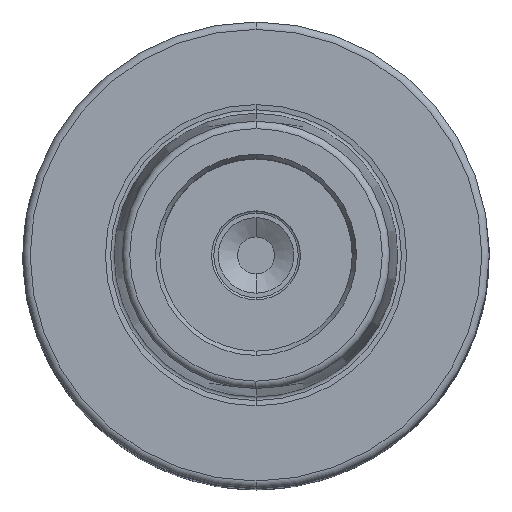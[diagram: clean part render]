
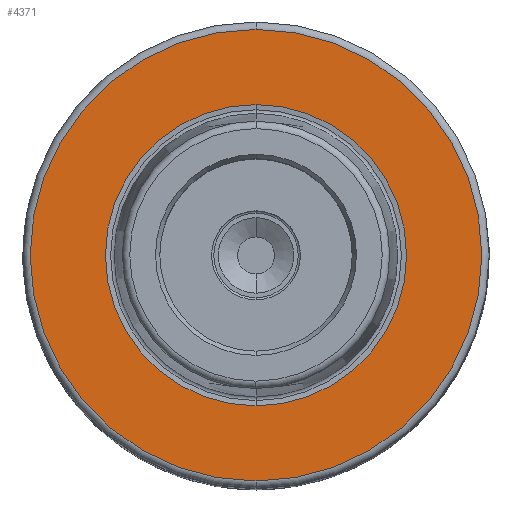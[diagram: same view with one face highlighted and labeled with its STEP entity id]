
A CAD part, top view. The second image highlights one B-rep face of the part: STEP entity #4371.
In plain terms, the highlighted planar face has unit normal (0, 0, 1).
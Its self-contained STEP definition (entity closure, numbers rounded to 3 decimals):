
#168=CARTESIAN_POINT('',(0,0,26));
#169=DIRECTION('',(0,0,1));
#170=DIRECTION('',(0,1,0));
#171=AXIS2_PLACEMENT_3D('',#168,#169,#170);
#173=CARTESIAN_POINT('',(0,0,26));
#174=DIRECTION('',(0,0,1));
#175=DIRECTION('',(0,-1,0));
#176=AXIS2_PLACEMENT_3D('',#173,#174,#175);
#186=CARTESIAN_POINT('',(0,0,26));
#187=DIRECTION('',(0,0,1));
#188=DIRECTION('',(0,1,0));
#189=AXIS2_PLACEMENT_3D('',#186,#187,#188);
#191=CARTESIAN_POINT('',(0,0,26));
#192=DIRECTION('',(0,0,-1));
#193=DIRECTION('',(0,1,0));
#194=AXIS2_PLACEMENT_3D('',#191,#192,#193);
#3532=CARTESIAN_POINT('',(0,20.344,26));
#3534=VERTEX_POINT('',#3532);
#3562=CARTESIAN_POINT('',(0,-20.344,26));
#3564=VERTEX_POINT('',#3562);
#3608=CARTESIAN_POINT('',(0,30.5,26));
#3609=CARTESIAN_POINT('',(0,-30.5,26));
#3610=VERTEX_POINT('',#3608);
#3611=VERTEX_POINT('',#3609);
#4355=CARTESIAN_POINT('',(0,0,26));
#4356=DIRECTION('',(0,0,-1));
#4357=DIRECTION('',(0,-1,0));
#4358=AXIS2_PLACEMENT_3D('',#4355,#4356,#4357);
#4359=PLANE('',#4358);
#4361=ORIENTED_EDGE('',*,*,#4360,.F.);
#4362=ORIENTED_EDGE('',*,*,#4345,.F.);
#4363=EDGE_LOOP('',(#4361,#4362));
#4364=FACE_OUTER_BOUND('',#4363,.F.);
#4366=ORIENTED_EDGE('',*,*,#4365,.T.);
#4368=ORIENTED_EDGE('',*,*,#4367,.F.);
#4369=EDGE_LOOP('',(#4366,#4368));
#4370=FACE_BOUND('',#4369,.F.);
#4371=ADVANCED_FACE('',(#4364,#4370),#4359,.F.);
#172=CIRCLE('',#171,30.5);
#177=CIRCLE('',#176,30.5);
#190=CIRCLE('',#189,20.344);
#195=CIRCLE('',#194,20.344);
#4345=EDGE_CURVE('',#3611,#3610,#177,.T.);
#4360=EDGE_CURVE('',#3610,#3611,#172,.T.);
#4365=EDGE_CURVE('',#3534,#3564,#190,.T.);
#4367=EDGE_CURVE('',#3534,#3564,#195,.T.);
